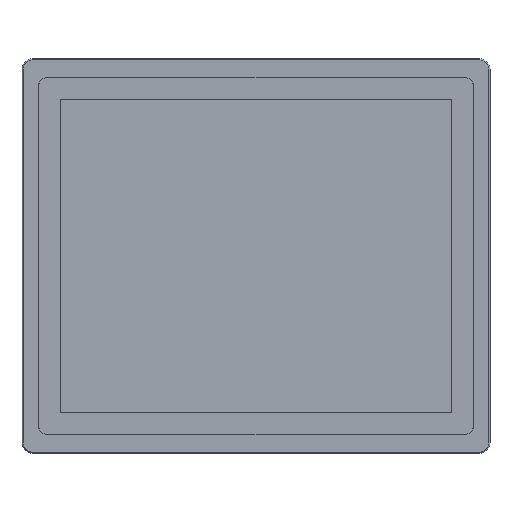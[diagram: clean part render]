
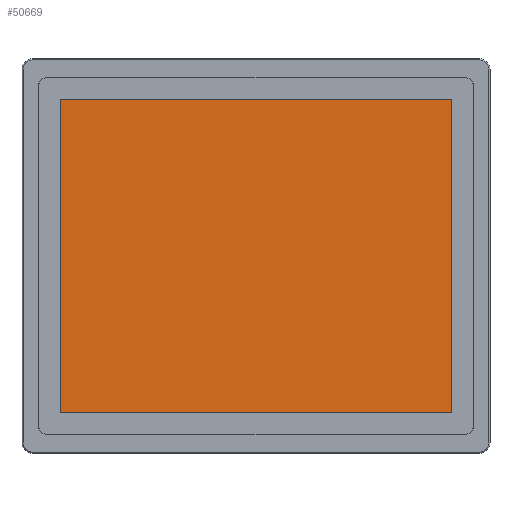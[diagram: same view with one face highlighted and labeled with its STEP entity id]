
A CAD part, top view. The second image highlights one B-rep face of the part: STEP entity #50669.
In plain terms, the highlighted planar face has unit normal (0, 0, 1).
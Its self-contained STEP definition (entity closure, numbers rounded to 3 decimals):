
#1590 = VERTEX_POINT ( 'NONE', #82335 ) ;
#3353 = VECTOR ( 'NONE', #112647, 1000. ) ;
#5608 = DIRECTION ( 'NONE',  ( 1., 0., 0. ) ) ;
#17903 = CARTESIAN_POINT ( 'NONE',  ( 188.66, -151.03, -0.2 ) ) ;
#19279 = DIRECTION ( 'NONE',  ( 0., 0., 1. ) ) ;
#26462 = CARTESIAN_POINT ( 'NONE',  ( -188.66, 151.03, -0.2 ) ) ;
#34094 = FACE_OUTER_BOUND ( 'NONE', #79341, .T. ) ;
#43805 = ORIENTED_EDGE ( 'NONE', *, *, #56195, .T. ) ;
#45286 = LINE ( 'NONE', #46519, #72878 ) ;
#46519 = CARTESIAN_POINT ( 'NONE',  ( 188.66, 151.03, -0.2 ) ) ;
#47316 = DIRECTION ( 'NONE',  ( -1., 0., 0. ) ) ;
#50669 = ADVANCED_FACE ( 'NONE', ( #34094 ), #92712, .T. ) ;
#53117 = VECTOR ( 'NONE', #5608, 1000. ) ;
#56119 = DIRECTION ( 'NONE',  ( 1., 0., 0. ) ) ;
#56195 = EDGE_CURVE ( 'NONE', #1590, #85694, #103574, .T. ) ;
#59645 = ORIENTED_EDGE ( 'NONE', *, *, #77369, .T. ) ;
#61018 = CARTESIAN_POINT ( 'NONE',  ( -188.66, -151.03, -0.2 ) ) ;
#72878 = VECTOR ( 'NONE', #47316, 1000. ) ;
#74108 = CARTESIAN_POINT ( 'NONE',  ( 188.66, -151.03, -0.2 ) ) ;
#75435 = ORIENTED_EDGE ( 'NONE', *, *, #91326, .T. ) ;
#76557 = ORIENTED_EDGE ( 'NONE', *, *, #86285, .T. ) ;
#77369 = EDGE_CURVE ( 'NONE', #100097, #1590, #45286, .T. ) ;
#79341 = EDGE_LOOP ( 'NONE', ( #59645, #43805, #76557, #75435 ) ) ;
#79616 = AXIS2_PLACEMENT_3D ( 'NONE', #102047, #19279, #56119 ) ;
#82335 = CARTESIAN_POINT ( 'NONE',  ( -188.66, 151.03, -0.2 ) ) ;
#85397 = CARTESIAN_POINT ( 'NONE',  ( 188.66, 151.03, -0.2 ) ) ;
#85694 = VERTEX_POINT ( 'NONE', #95651 ) ;
#86285 = EDGE_CURVE ( 'NONE', #85694, #110016, #96726, .T. ) ;
#87640 = VECTOR ( 'NONE', #120170, 1000. ) ;
#91326 = EDGE_CURVE ( 'NONE', #110016, #100097, #97566, .T. ) ;
#92712 = PLANE ( 'NONE',  #79616 ) ;
#95651 = CARTESIAN_POINT ( 'NONE',  ( -188.66, -151.03, -0.2 ) ) ;
#96726 = LINE ( 'NONE', #61018, #53117 ) ;
#97566 = LINE ( 'NONE', #74108, #3353 ) ;
#100097 = VERTEX_POINT ( 'NONE', #85397 ) ;
#102047 = CARTESIAN_POINT ( 'NONE',  ( 0., 0., -0.2 ) ) ;
#103574 = LINE ( 'NONE', #26462, #87640 ) ;
#110016 = VERTEX_POINT ( 'NONE', #17903 ) ;
#112647 = DIRECTION ( 'NONE',  ( 0., 1., 0. ) ) ;
#120170 = DIRECTION ( 'NONE',  ( 0., -1., 0. ) ) ;
